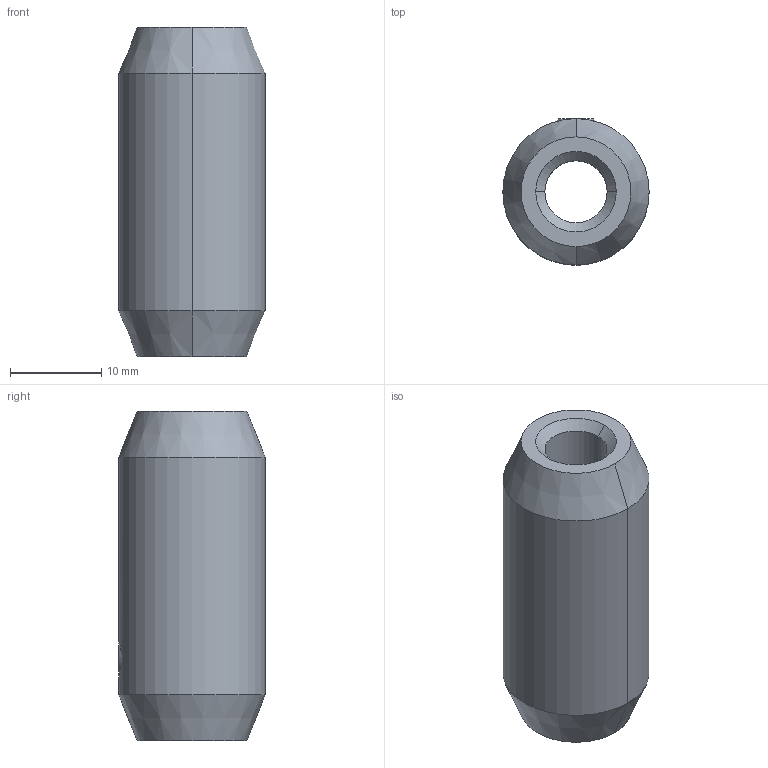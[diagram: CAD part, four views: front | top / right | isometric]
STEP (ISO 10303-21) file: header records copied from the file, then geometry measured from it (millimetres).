
FILE_DESCRIPTION (( 'STEP AP203' ), '1' );
FILE_NAME ('50487-240.step', '2020-10-01T11:08:17', ( '' ), ( '' ), 'SwSTEP 2.0', 'SolidWorks 2018', '' );
FILE_SCHEMA (( 'CONFIG_CONTROL_DESIGN' ));
Length unit declared in the file: millimetre
Products named in the file (6): 5048X-240 Teil1; 5048X-240 Teil1_50487-240 Teil1; DIN913; 50487-240; DIN913_DIN 913 M5x3
Assembly tree (3 placements, depth 2):
  5048X-240 Teil1
  50487-240
    5048X-240 Teil1_50487-240 Teil1
    DIN913_DIN 913 M5x3
  50487-240
    DIN913
Bounding box: 16 x 16 x 36 mm (x, y, z)
Volume: 4652.7 mm3; surface area: 2959.5 mm2
Topology: 2 solids, 2 shells, 268 faces, 694 edges, 455 vertices
Faces by surface type: plane 119, bspline 97, cylinder 36, cone 16
Entity records: 13853 total; most frequent: CARTESIAN_POINT 7367, ORIENTED_EDGE 1382, DIRECTION 957, EDGE_CURVE 691, VERTEX_POINT 453, VECTOR 341, LINE 341, AXIS2_PLACEMENT_3D 308
